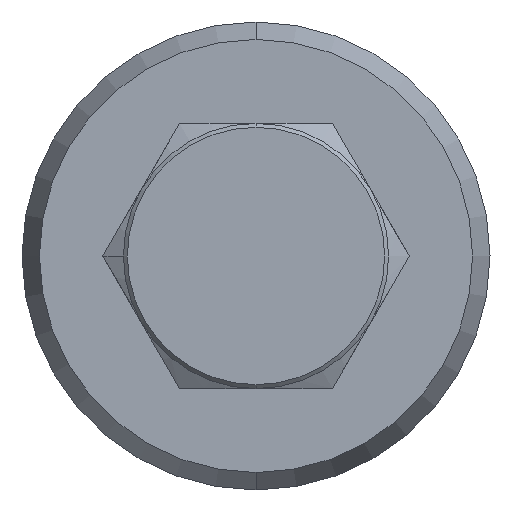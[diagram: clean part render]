
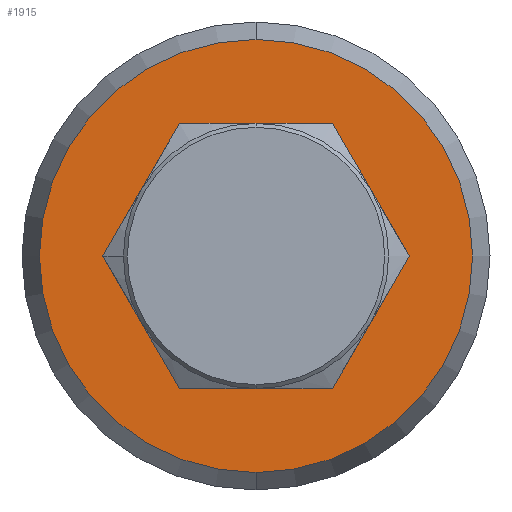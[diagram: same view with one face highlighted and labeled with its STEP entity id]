
A CAD part, front view. The second image highlights one B-rep face of the part: STEP entity #1915.
In plain terms, the highlighted planar face has unit normal (0, -1, 0).
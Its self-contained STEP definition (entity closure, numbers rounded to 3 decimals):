
#142 = DIRECTION ( 'NONE',  ( 0., 0., -1. ) ) ;
#143 = VERTEX_POINT ( 'NONE', #170 ) ;
#170 = CARTESIAN_POINT ( 'NONE',  ( 0., -38., -13.881 ) ) ;
#433 = DIRECTION ( 'NONE',  ( 0., -1., 0. ) ) ;
#447 = AXIS2_PLACEMENT_3D ( 'NONE', #892, #1680, #142 ) ;
#450 = CARTESIAN_POINT ( 'NONE',  ( 0., -38., 0. ) ) ;
#528 = CARTESIAN_POINT ( 'NONE',  ( 0., -38., -7.9 ) ) ;
#598 = VERTEX_POINT ( 'NONE', #2454 ) ;
#632 = EDGE_CURVE ( 'NONE', #143, #598, #1193, .T. ) ;
#651 = ORIENTED_EDGE ( 'NONE', *, *, #1679, .T. ) ;
#790 = EDGE_CURVE ( 'NONE', #953, #2316, #1411, .T. ) ;
#828 = EDGE_LOOP ( 'NONE', ( #651, #1720 ) ) ;
#892 = CARTESIAN_POINT ( 'NONE',  ( 0., -38., 0. ) ) ;
#945 = ORIENTED_EDGE ( 'NONE', *, *, #1446, .T. ) ;
#953 = VERTEX_POINT ( 'NONE', #1907 ) ;
#1048 = FACE_BOUND ( 'NONE', #828, .T. ) ;
#1090 = AXIS2_PLACEMENT_3D ( 'NONE', #2337, #1763, #1177 ) ;
#1164 = DIRECTION ( 'NONE',  ( 0., -1., 0. ) ) ;
#1177 = DIRECTION ( 'NONE',  ( 0., 0., -1. ) ) ;
#1188 = AXIS2_PLACEMENT_3D ( 'NONE', #450, #433, #1979 ) ;
#1193 = CIRCLE ( 'NONE', #1622, 13.881 ) ;
#1238 = DIRECTION ( 'NONE',  ( 0., 1., 0. ) ) ;
#1338 = ORIENTED_EDGE ( 'NONE', *, *, #632, .T. ) ;
#1356 = PLANE ( 'NONE',  #1090 ) ;
#1360 = CARTESIAN_POINT ( 'NONE',  ( 0., -38., 0. ) ) ;
#1411 = CIRCLE ( 'NONE', #447, 7.9 ) ;
#1446 = EDGE_CURVE ( 'NONE', #598, #143, #1963, .T. ) ;
#1622 = AXIS2_PLACEMENT_3D ( 'NONE', #1360, #1164, #1749 ) ;
#1651 = CIRCLE ( 'NONE', #1845, 7.9 ) ;
#1679 = EDGE_CURVE ( 'NONE', #2316, #953, #1651, .T. ) ;
#1680 = DIRECTION ( 'NONE',  ( 0., 1., 0. ) ) ;
#1687 = CARTESIAN_POINT ( 'NONE',  ( 0., -38., 0. ) ) ;
#1720 = ORIENTED_EDGE ( 'NONE', *, *, #790, .T. ) ;
#1749 = DIRECTION ( 'NONE',  ( 0., 0., 1. ) ) ;
#1763 = DIRECTION ( 'NONE',  ( 0., -1., 0. ) ) ;
#1845 = AXIS2_PLACEMENT_3D ( 'NONE', #1687, #1238, #1881 ) ;
#1881 = DIRECTION ( 'NONE',  ( 0., 0., -1. ) ) ;
#1907 = CARTESIAN_POINT ( 'NONE',  ( 0., -38., 7.9 ) ) ;
#1915 = ADVANCED_FACE ( 'NONE', ( #2410, #1048 ), #1356, .T. ) ;
#1963 = CIRCLE ( 'NONE', #1188, 13.881 ) ;
#1979 = DIRECTION ( 'NONE',  ( 0., 0., 1. ) ) ;
#2130 = EDGE_LOOP ( 'NONE', ( #945, #1338 ) ) ;
#2316 = VERTEX_POINT ( 'NONE', #528 ) ;
#2337 = CARTESIAN_POINT ( 'NONE',  ( 11.435, -38., -16.245 ) ) ;
#2410 = FACE_OUTER_BOUND ( 'NONE', #2130, .T. ) ;
#2454 = CARTESIAN_POINT ( 'NONE',  ( 0., -38., 13.881 ) ) ;
